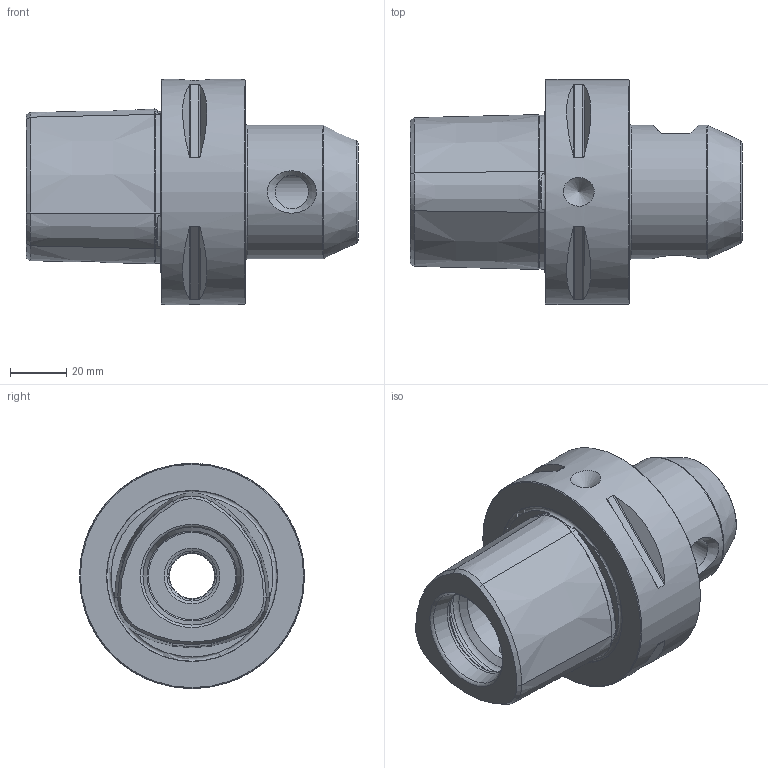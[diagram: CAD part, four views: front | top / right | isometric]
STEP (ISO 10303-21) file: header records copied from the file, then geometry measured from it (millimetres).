
FILE_DESCRIPTION( ( 'Unknown' ), '1' );
FILE_NAME( '280831640-C.stp', 'Unknown', ( 'Unknown' ), ( 'Unknown' ), 'PSStep 15.0.49', 'Unknown', ' ' );
FILE_SCHEMA( ( 'AUTOMOTIVE_DESIGN { 1 0 10303 214 1 1 1 1 }' ) );
Length unit declared in the file: millimetre
Products named in the file (1): 1
Bounding box: 118 x 80 x 80 mm (x, y, z)
Volume: 272375.3 mm3; surface area: 39029.2 mm2
Topology: 1 solids, 1 shells, 104 faces, 256 edges, 157 vertices
Faces by surface type: cone 51, plane 23, cylinder 21, torus 9
Full cylindrical faces by diameter (mm): 4 x1, 9.1 x2, 11.835 x1, 16 x1, 16.5 x1, 17.835 x2, 32 x2, 38 x1, 47.5 x1, 80 x1
Entity records: 4211 total; most frequent: CARTESIAN_POINT 1214, DIRECTION 458, ORIENTED_EDGE 386, AXIS2_PLACEMENT_3D 200, EDGE_CURVE 193, EDGE_LOOP 153, VERTEX_POINT 137, FACE_OUTER_BOUND 126
